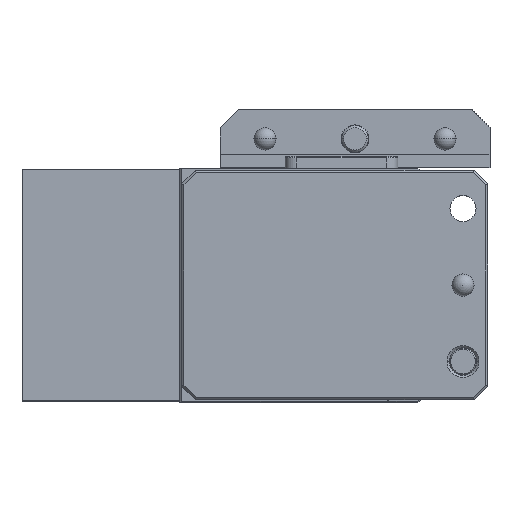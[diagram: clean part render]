
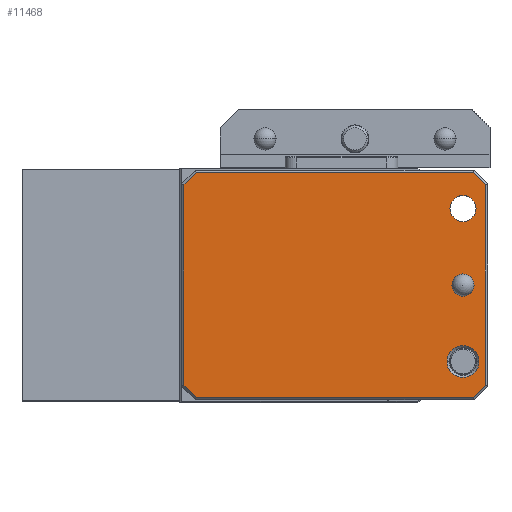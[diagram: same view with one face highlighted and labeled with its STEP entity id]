
A CAD part, top view. The second image highlights one B-rep face of the part: STEP entity #11468.
In plain terms, the highlighted face is planar.
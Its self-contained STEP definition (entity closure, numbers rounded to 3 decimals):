
#647 = CARTESIAN_POINT ( 'NONE',  ( 58.95, 17., -5. ) ) ;
#733 = EDGE_LOOP ( 'NONE', ( #9437, #15644, #38881, #18965, #27956, #29370, #26292, #18712 ) ) ;
#1031 = VERTEX_POINT ( 'NONE', #647 ) ;
#1383 = CIRCLE ( 'NONE', #18554, 3.55 ) ;
#1387 = EDGE_CURVE ( 'NONE', #33785, #26879, #26383, .T. ) ;
#2706 = AXIS2_PLACEMENT_3D ( 'NONE', #39174, #26987, #33194 ) ;
#3095 = DIRECTION ( 'NONE',  ( -1., 0., 0. ) ) ;
#3794 = EDGE_LOOP ( 'NONE', ( #27161, #14047 ) ) ;
#3833 = VECTOR ( 'NONE', #3095, 1000. ) ;
#4215 = EDGE_CURVE ( 'NONE', #9409, #35518, #12163, .T. ) ;
#4480 = CARTESIAN_POINT ( 'NONE',  ( 64.793, -25., -5. ) ) ;
#4938 = FACE_OUTER_BOUND ( 'NONE', #733, .T. ) ;
#5140 = DIRECTION ( 'NONE',  ( 1., 0., 0. ) ) ;
#5482 = CIRCLE ( 'NONE', #18190, 2.475 ) ;
#5931 = EDGE_CURVE ( 'NONE', #35518, #7138, #15499, .T. ) ;
#6907 = VECTOR ( 'NONE', #36397, 1000. ) ;
#6932 = CIRCLE ( 'NONE', #38222, 3.55 ) ;
#7138 = VERTEX_POINT ( 'NONE', #9224 ) ;
#7169 = CARTESIAN_POINT ( 'NONE',  ( 62.5, -17., -5. ) ) ;
#7539 = DIRECTION ( 'NONE',  ( 1., 0., 0. ) ) ;
#7724 = DIRECTION ( 'NONE',  ( 0., 0., -1. ) ) ;
#8455 = AXIS2_PLACEMENT_3D ( 'NONE', #39476, #20875, #36469 ) ;
#8591 = DIRECTION ( 'NONE',  ( 0.707, -0.707, 0. ) ) ;
#9055 = VERTEX_POINT ( 'NONE', #37531 ) ;
#9224 = CARTESIAN_POINT ( 'NONE',  ( 67.5, -22.293, -5. ) ) ;
#9264 = ORIENTED_EDGE ( 'NONE', *, *, #33945, .T. ) ;
#9323 = CARTESIAN_POINT ( 'NONE',  ( 67.5, -22.5, -5. ) ) ;
#9364 = VECTOR ( 'NONE', #27934, 1000. ) ;
#9409 = VERTEX_POINT ( 'NONE', #20451 ) ;
#9437 = ORIENTED_EDGE ( 'NONE', *, *, #10884, .T. ) ;
#9591 = CARTESIAN_POINT ( 'NONE',  ( 64.646, -25.146, -5. ) ) ;
#9839 = ORIENTED_EDGE ( 'NONE', *, *, #16125, .T. ) ;
#10527 = DIRECTION ( 'NONE',  ( 0., 0., 1. ) ) ;
#10884 = EDGE_CURVE ( 'NONE', #11735, #33785, #24084, .T. ) ;
#11301 = CARTESIAN_POINT ( 'NONE',  ( 62.5, 17., -5. ) ) ;
#11468 = ADVANCED_FACE ( 'NONE', ( #32160, #35141, #22770, #4938 ), #17144, .F. ) ;
#11558 = EDGE_CURVE ( 'NONE', #16345, #1031, #1383, .T. ) ;
#11735 = VERTEX_POINT ( 'NONE', #30539 ) ;
#11879 = EDGE_LOOP ( 'NONE', ( #29420, #16657 ) ) ;
#12058 = DIRECTION ( 'NONE',  ( -0.707, 0.707, 0. ) ) ;
#12077 = LINE ( 'NONE', #33532, #3833 ) ;
#12163 = LINE ( 'NONE', #30421, #22633 ) ;
#13549 = VERTEX_POINT ( 'NONE', #22980 ) ;
#13640 = CIRCLE ( 'NONE', #23292, 2.9 ) ;
#13765 = CARTESIAN_POINT ( 'NONE',  ( 65.4, -17., -5. ) ) ;
#14047 = ORIENTED_EDGE ( 'NONE', *, *, #39137, .F. ) ;
#14839 = CARTESIAN_POINT ( 'NONE',  ( 0.5, 22.5, -5. ) ) ;
#15416 = AXIS2_PLACEMENT_3D ( 'NONE', #19747, #35325, #5140 ) ;
#15462 = CARTESIAN_POINT ( 'NONE',  ( 66.05, 17., -5. ) ) ;
#15499 = LINE ( 'NONE', #9323, #9364 ) ;
#15644 = ORIENTED_EDGE ( 'NONE', *, *, #1387, .T. ) ;
#16125 = EDGE_CURVE ( 'NONE', #13549, #34511, #13640, .T. ) ;
#16345 = VERTEX_POINT ( 'NONE', #15462 ) ;
#16657 = ORIENTED_EDGE ( 'NONE', *, *, #11558, .T. ) ;
#16742 = CARTESIAN_POINT ( 'NONE',  ( 64.975, 0., -5. ) ) ;
#17144 = PLANE ( 'NONE',  #15416 ) ;
#18190 = AXIS2_PLACEMENT_3D ( 'NONE', #34361, #7724, #26141 ) ;
#18411 = LINE ( 'NONE', #9591, #6907 ) ;
#18554 = AXIS2_PLACEMENT_3D ( 'NONE', #11301, #10527, #7539 ) ;
#18608 = EDGE_LOOP ( 'NONE', ( #9264, #9839 ) ) ;
#18712 = ORIENTED_EDGE ( 'NONE', *, *, #24207, .T. ) ;
#18965 = ORIENTED_EDGE ( 'NONE', *, *, #4215, .T. ) ;
#19529 = EDGE_CURVE ( 'NONE', #26879, #9409, #39479, .T. ) ;
#19747 = CARTESIAN_POINT ( 'NONE',  ( 0., 0., -5. ) ) ;
#20451 = CARTESIAN_POINT ( 'NONE',  ( 64.793, 25., -5. ) ) ;
#20667 = DIRECTION ( 'NONE',  ( 0., 1., 0. ) ) ;
#20875 = DIRECTION ( 'NONE',  ( 0., 0., 1. ) ) ;
#21792 = DIRECTION ( 'NONE',  ( 1., 0., 0. ) ) ;
#22111 = LINE ( 'NONE', #28105, #32317 ) ;
#22394 = DIRECTION ( 'NONE',  ( 0., 0., 1. ) ) ;
#22502 = CARTESIAN_POINT ( 'NONE',  ( 60.025, 0., -5. ) ) ;
#22633 = VECTOR ( 'NONE', #8591, 1000. ) ;
#22770 = FACE_BOUND ( 'NONE', #3794, .T. ) ;
#22980 = CARTESIAN_POINT ( 'NONE',  ( 59.6, -17., -5. ) ) ;
#23100 = VECTOR ( 'NONE', #20667, 1000. ) ;
#23112 = CARTESIAN_POINT ( 'NONE',  ( 62.5, 17., -5. ) ) ;
#23292 = AXIS2_PLACEMENT_3D ( 'NONE', #7169, #22394, #21792 ) ;
#23308 = DIRECTION ( 'NONE',  ( 0., 0., 1. ) ) ;
#24084 = LINE ( 'NONE', #14839, #23100 ) ;
#24207 = EDGE_CURVE ( 'NONE', #9055, #11735, #22111, .T. ) ;
#24447 = CIRCLE ( 'NONE', #8455, 2.9 ) ;
#24956 = EDGE_CURVE ( 'NONE', #37197, #29432, #5482, .T. ) ;
#25364 = DIRECTION ( 'NONE',  ( 1., 0., 0. ) ) ;
#26141 = DIRECTION ( 'NONE',  ( -1., 0., 0. ) ) ;
#26292 = ORIENTED_EDGE ( 'NONE', *, *, #35003, .T. ) ;
#26383 = LINE ( 'NONE', #28985, #38846 ) ;
#26879 = VERTEX_POINT ( 'NONE', #37523 ) ;
#26987 = DIRECTION ( 'NONE',  ( 0., 0., -1. ) ) ;
#27161 = ORIENTED_EDGE ( 'NONE', *, *, #24956, .F. ) ;
#27934 = DIRECTION ( 'NONE',  ( 0., -1., 0. ) ) ;
#27956 = ORIENTED_EDGE ( 'NONE', *, *, #5931, .T. ) ;
#28105 = CARTESIAN_POINT ( 'NONE',  ( 0.354, -22.146, -5. ) ) ;
#28148 = VERTEX_POINT ( 'NONE', #4480 ) ;
#28424 = EDGE_CURVE ( 'NONE', #7138, #28148, #18411, .T. ) ;
#28740 = EDGE_CURVE ( 'NONE', #1031, #16345, #6932, .T. ) ;
#28985 = CARTESIAN_POINT ( 'NONE',  ( 3.354, 25.146, -5. ) ) ;
#29370 = ORIENTED_EDGE ( 'NONE', *, *, #28424, .T. ) ;
#29420 = ORIENTED_EDGE ( 'NONE', *, *, #28740, .T. ) ;
#29432 = VERTEX_POINT ( 'NONE', #16742 ) ;
#30421 = CARTESIAN_POINT ( 'NONE',  ( 67.646, 22.146, -5. ) ) ;
#30539 = CARTESIAN_POINT ( 'NONE',  ( 0.5, -22.293, -5. ) ) ;
#30587 = CARTESIAN_POINT ( 'NONE',  ( 0.5, 22.293, -5. ) ) ;
#31802 = DIRECTION ( 'NONE',  ( 0.707, 0.707, 0. ) ) ;
#32160 = FACE_BOUND ( 'NONE', #11879, .T. ) ;
#32317 = VECTOR ( 'NONE', #12058, 1000. ) ;
#33194 = DIRECTION ( 'NONE',  ( -1., 0., 0. ) ) ;
#33532 = CARTESIAN_POINT ( 'NONE',  ( 3., -25., -5. ) ) ;
#33785 = VERTEX_POINT ( 'NONE', #30587 ) ;
#33945 = EDGE_CURVE ( 'NONE', #34511, #13549, #24447, .T. ) ;
#34361 = CARTESIAN_POINT ( 'NONE',  ( 62.5, 0., -5. ) ) ;
#34511 = VERTEX_POINT ( 'NONE', #13765 ) ;
#35003 = EDGE_CURVE ( 'NONE', #28148, #9055, #12077, .T. ) ;
#35141 = FACE_BOUND ( 'NONE', #18608, .T. ) ;
#35325 = DIRECTION ( 'NONE',  ( 0., 0., 1. ) ) ;
#35518 = VERTEX_POINT ( 'NONE', #37601 ) ;
#36112 = VECTOR ( 'NONE', #36887, 1000. ) ;
#36397 = DIRECTION ( 'NONE',  ( -0.707, -0.707, 0. ) ) ;
#36469 = DIRECTION ( 'NONE',  ( 1., 0., 0. ) ) ;
#36684 = CARTESIAN_POINT ( 'NONE',  ( 65., 25., -5. ) ) ;
#36887 = DIRECTION ( 'NONE',  ( 1., 0., 0. ) ) ;
#37197 = VERTEX_POINT ( 'NONE', #22502 ) ;
#37252 = CIRCLE ( 'NONE', #2706, 2.475 ) ;
#37523 = CARTESIAN_POINT ( 'NONE',  ( 3.207, 25., -5. ) ) ;
#37531 = CARTESIAN_POINT ( 'NONE',  ( 3.207, -25., -5. ) ) ;
#37601 = CARTESIAN_POINT ( 'NONE',  ( 67.5, 22.293, -5. ) ) ;
#38222 = AXIS2_PLACEMENT_3D ( 'NONE', #23112, #23308, #25364 ) ;
#38846 = VECTOR ( 'NONE', #31802, 1000. ) ;
#38881 = ORIENTED_EDGE ( 'NONE', *, *, #19529, .T. ) ;
#39137 = EDGE_CURVE ( 'NONE', #29432, #37197, #37252, .T. ) ;
#39174 = CARTESIAN_POINT ( 'NONE',  ( 62.5, 0., -5. ) ) ;
#39476 = CARTESIAN_POINT ( 'NONE',  ( 62.5, -17., -5. ) ) ;
#39479 = LINE ( 'NONE', #36684, #36112 ) ;
